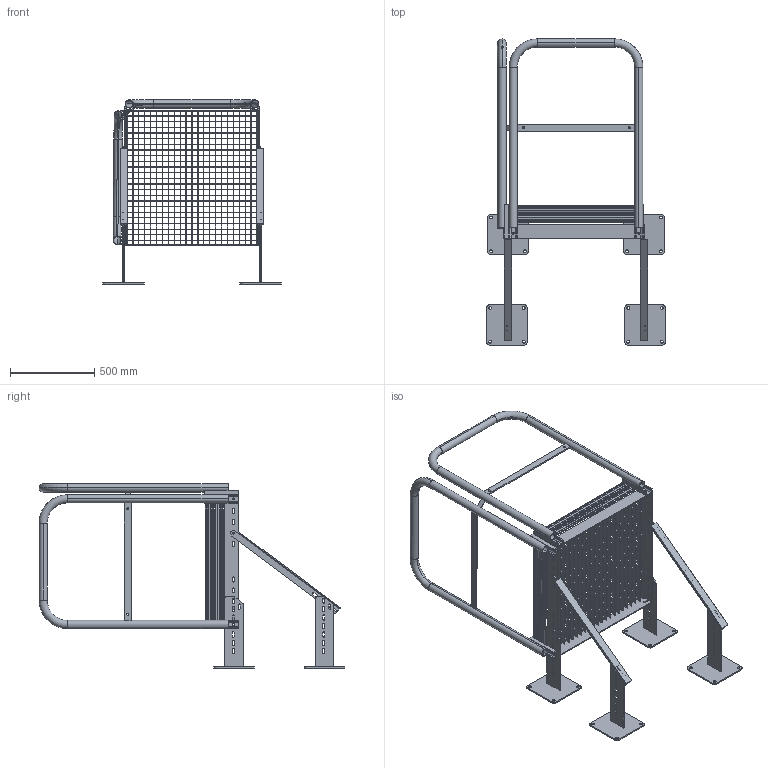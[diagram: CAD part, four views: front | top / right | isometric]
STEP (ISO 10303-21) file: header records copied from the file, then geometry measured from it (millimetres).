
FILE_DESCRIPTION (( 'STEP AP203' ), '1' );
FILE_NAME ('0529288601.STEP', '2024-07-02T08:16:39', ( '' ), ( '' ), 'SwSTEP 2.0', 'SolidWorks 2022', '' );
FILE_SCHEMA (( 'CONFIG_CONTROL_DESIGN' ));
Products named in the file (1): 0529288601
Bounding box: 1058 x 1812.21 x 1091.15 mm (x, y, z)
Volume: 9072733.4 mm3; surface area: 5374395.1 mm2
Topology: 73 solids, 73 shells, 3168 faces, 9050 edges, 6020 vertices
Faces by surface type: plane 2738, cylinder 414, torus 16
Entity records: 102893 total; most frequent: CARTESIAN_POINT 18977, ORIENTED_EDGE 18100, DIRECTION 16224, EDGE_CURVE 9050, VECTOR 8174, LINE 8174, VERTEX_POINT 6020, AXIS2_PLACEMENT_3D 4025
